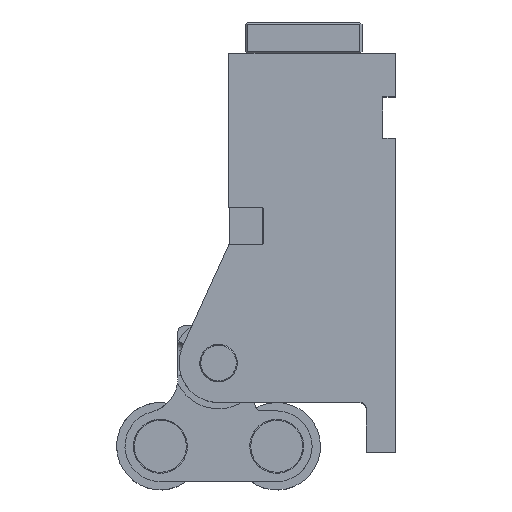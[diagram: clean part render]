
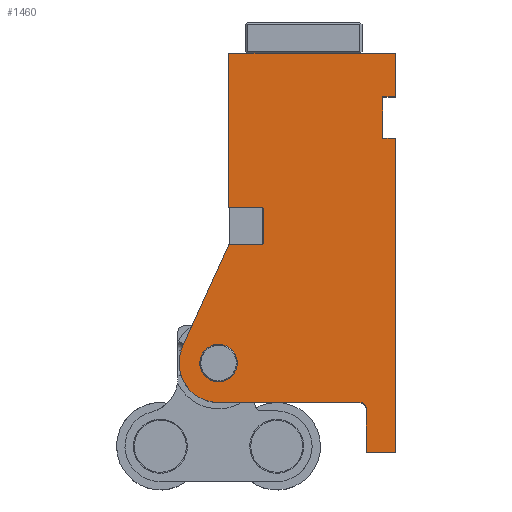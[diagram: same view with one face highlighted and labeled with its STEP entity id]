
A CAD part, top view. The second image highlights one B-rep face of the part: STEP entity #1460.
In plain terms, the highlighted planar face has unit normal (0, 0, 1).
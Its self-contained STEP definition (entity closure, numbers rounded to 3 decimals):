
#595=CARTESIAN_POINT('Vertex',(-188.594,-11.134,35.78)) ;
#598=CARTESIAN_POINT('Line Origine',(-177.311,13.746,35.78)) ;
#602=CARTESIAN_POINT('Vertex',(-166.027,38.627,35.78)) ;
#1274=CARTESIAN_POINT('Vertex',(-171.027,-37.373,35.78)) ;
#1277=CARTESIAN_POINT('Axis2P3D Location',(-171.027,-18.373,35.78)) ;
#1307=CARTESIAN_POINT('Axis2P3D Location',(-86.027,-61.373,35.78)) ;
#1312=CARTESIAN_POINT('Line Origine',(-92.027,99.627,35.78)) ;
#1316=CARTESIAN_POINT('Vertex',(-92.027,89.627,35.78)) ;
#1318=CARTESIAN_POINT('Vertex',(-92.027,109.627,35.78)) ;
#1321=CARTESIAN_POINT('Line Origine',(-89.027,109.627,35.78)) ;
#1325=CARTESIAN_POINT('Vertex',(-86.027,109.627,35.78)) ;
#1328=CARTESIAN_POINT('Line Origine',(-86.027,120.127,35.78)) ;
#1332=CARTESIAN_POINT('Vertex',(-86.027,130.627,35.78)) ;
#1335=CARTESIAN_POINT('Line Origine',(-126.027,130.627,35.78)) ;
#1339=CARTESIAN_POINT('Vertex',(-166.027,130.627,35.78)) ;
#1342=CARTESIAN_POINT('Line Origine',(-166.027,93.627,35.78)) ;
#1346=CARTESIAN_POINT('Vertex',(-166.027,56.627,35.78)) ;
#1349=CARTESIAN_POINT('Line Origine',(-158.377,56.627,35.78)) ;
#1353=CARTESIAN_POINT('Vertex',(-150.727,56.627,35.78)) ;
#1356=CARTESIAN_POINT('Axis2P3D Location',(-150.727,55.127,35.78)) ;
#1360=CARTESIAN_POINT('Vertex',(-149.227,55.127,35.78)) ;
#1363=CARTESIAN_POINT('Line Origine',(-149.227,47.627,35.78)) ;
#1367=CARTESIAN_POINT('Vertex',(-149.227,40.127,35.78)) ;
#1370=CARTESIAN_POINT('Axis2P3D Location',(-150.727,40.127,35.78)) ;
#1374=CARTESIAN_POINT('Vertex',(-150.727,38.627,35.78)) ;
#1377=CARTESIAN_POINT('Line Origine',(-158.377,38.627,35.78)) ;
#1382=CARTESIAN_POINT('Line Origine',(-137.027,-37.373,35.78)) ;
#1386=CARTESIAN_POINT('Vertex',(-103.027,-37.373,35.78)) ;
#1389=CARTESIAN_POINT('Axis2P3D Location',(-103.027,-40.373,35.78)) ;
#1393=CARTESIAN_POINT('Vertex',(-100.027,-40.373,35.78)) ;
#1396=CARTESIAN_POINT('Line Origine',(-100.027,-50.873,35.78)) ;
#1400=CARTESIAN_POINT('Vertex',(-100.027,-61.373,35.78)) ;
#1403=CARTESIAN_POINT('Line Origine',(-93.027,-61.373,35.78)) ;
#1407=CARTESIAN_POINT('Vertex',(-86.027,-61.373,35.78)) ;
#1410=CARTESIAN_POINT('Line Origine',(-86.027,14.127,35.78)) ;
#1414=CARTESIAN_POINT('Vertex',(-86.027,89.627,35.78)) ;
#1417=CARTESIAN_POINT('Line Origine',(-89.027,89.627,35.78)) ;
#1442=CARTESIAN_POINT('Axis2P3D Location',(-171.027,-18.373,35.78)) ;
#1446=CARTESIAN_POINT('Vertex',(-166.712,-10.475,35.78)) ;
#1448=CARTESIAN_POINT('Vertex',(-175.342,-26.272,35.78)) ;
#1451=CARTESIAN_POINT('Axis2P3D Location',(-171.027,-18.373,35.78)) ;
#599=DIRECTION('Vector Direction',(-0.413,-0.911,0.)) ;
#1278=DIRECTION('Axis2P3D Direction',(0.,0.,1.)) ;
#1308=DIRECTION('Axis2P3D Direction',(0.,0.,1.)) ;
#1309=DIRECTION('Axis2P3D XDirection',(0.,1.,0.)) ;
#1313=DIRECTION('Vector Direction',(0.,1.,0.)) ;
#1322=DIRECTION('Vector Direction',(-1.,0.,0.)) ;
#1329=DIRECTION('Vector Direction',(0.,1.,0.)) ;
#1336=DIRECTION('Vector Direction',(-1.,0.,0.)) ;
#1343=DIRECTION('Vector Direction',(0.,-1.,0.)) ;
#1350=DIRECTION('Vector Direction',(1.,0.,0.)) ;
#1357=DIRECTION('Axis2P3D Direction',(0.,0.,1.)) ;
#1364=DIRECTION('Vector Direction',(0.,-1.,0.)) ;
#1371=DIRECTION('Axis2P3D Direction',(0.,0.,1.)) ;
#1378=DIRECTION('Vector Direction',(-1.,0.,0.)) ;
#1383=DIRECTION('Vector Direction',(-1.,0.,0.)) ;
#1390=DIRECTION('Axis2P3D Direction',(0.,0.,1.)) ;
#1397=DIRECTION('Vector Direction',(0.,1.,0.)) ;
#1404=DIRECTION('Vector Direction',(-1.,0.,0.)) ;
#1411=DIRECTION('Vector Direction',(0.,1.,0.)) ;
#1418=DIRECTION('Vector Direction',(-1.,0.,0.)) ;
#1443=DIRECTION('Axis2P3D Direction',(0.,0.,1.)) ;
#1452=DIRECTION('Axis2P3D Direction',(0.,0.,1.)) ;
#1279=AXIS2_PLACEMENT_3D('Circle Axis2P3D',#1277,#1278,$) ;
#1310=AXIS2_PLACEMENT_3D('Plane Axis2P3D',#1307,#1308,#1309) ;
#1358=AXIS2_PLACEMENT_3D('Circle Axis2P3D',#1356,#1357,$) ;
#1372=AXIS2_PLACEMENT_3D('Circle Axis2P3D',#1370,#1371,$) ;
#1391=AXIS2_PLACEMENT_3D('Circle Axis2P3D',#1389,#1390,$) ;
#1444=AXIS2_PLACEMENT_3D('Circle Axis2P3D',#1442,#1443,$) ;
#1453=AXIS2_PLACEMENT_3D('Circle Axis2P3D',#1451,#1452,$) ;
#1423=ORIENTED_EDGE('',*,*,#1320,.T.) ;
#1424=ORIENTED_EDGE('',*,*,#1327,.T.) ;
#1425=ORIENTED_EDGE('',*,*,#1334,.T.) ;
#1426=ORIENTED_EDGE('',*,*,#1341,.T.) ;
#1427=ORIENTED_EDGE('',*,*,#1348,.T.) ;
#1428=ORIENTED_EDGE('',*,*,#1355,.T.) ;
#1429=ORIENTED_EDGE('',*,*,#1362,.T.) ;
#1430=ORIENTED_EDGE('',*,*,#1369,.T.) ;
#1431=ORIENTED_EDGE('',*,*,#1376,.T.) ;
#1432=ORIENTED_EDGE('',*,*,#1381,.T.) ;
#1433=ORIENTED_EDGE('',*,*,#604,.T.) ;
#1434=ORIENTED_EDGE('',*,*,#1281,.T.) ;
#1435=ORIENTED_EDGE('',*,*,#1388,.T.) ;
#1436=ORIENTED_EDGE('',*,*,#1395,.T.) ;
#1437=ORIENTED_EDGE('',*,*,#1402,.T.) ;
#1438=ORIENTED_EDGE('',*,*,#1409,.T.) ;
#1439=ORIENTED_EDGE('',*,*,#1416,.T.) ;
#1440=ORIENTED_EDGE('',*,*,#1421,.T.) ;
#1457=ORIENTED_EDGE('',*,*,#1450,.T.) ;
#1458=ORIENTED_EDGE('',*,*,#1455,.T.) ;
#1459=FACE_BOUND('',#1456,.T.) ;
#600=VECTOR('Line Direction',#599,1.) ;
#1314=VECTOR('Line Direction',#1313,1.) ;
#1323=VECTOR('Line Direction',#1322,1.) ;
#1330=VECTOR('Line Direction',#1329,1.) ;
#1337=VECTOR('Line Direction',#1336,1.) ;
#1344=VECTOR('Line Direction',#1343,1.) ;
#1351=VECTOR('Line Direction',#1350,1.) ;
#1365=VECTOR('Line Direction',#1364,1.) ;
#1379=VECTOR('Line Direction',#1378,1.) ;
#1384=VECTOR('Line Direction',#1383,1.) ;
#1398=VECTOR('Line Direction',#1397,1.) ;
#1405=VECTOR('Line Direction',#1404,1.) ;
#1412=VECTOR('Line Direction',#1411,1.) ;
#1419=VECTOR('Line Direction',#1418,1.) ;
#1460=ADVANCED_FACE('CU_P-25-38_0.1\\PartBody',(#1441,#1459),#1311,.T.) ;
#1280=CIRCLE('generated circle',#1279,19.) ;
#1359=CIRCLE('generated circle',#1358,1.5) ;
#1373=CIRCLE('generated circle',#1372,1.5) ;
#1392=CIRCLE('generated circle',#1391,3.) ;
#1445=CIRCLE('generated circle',#1444,9.) ;
#1454=CIRCLE('generated circle',#1453,9.) ;
#604=EDGE_CURVE('',#603,#596,#601,.T.) ;
#1281=EDGE_CURVE('',#596,#1275,#1280,.T.) ;
#1320=EDGE_CURVE('',#1317,#1319,#1315,.T.) ;
#1327=EDGE_CURVE('',#1319,#1326,#1324,.F.) ;
#1334=EDGE_CURVE('',#1326,#1333,#1331,.T.) ;
#1341=EDGE_CURVE('',#1333,#1340,#1338,.T.) ;
#1348=EDGE_CURVE('',#1340,#1347,#1345,.T.) ;
#1355=EDGE_CURVE('',#1347,#1354,#1352,.T.) ;
#1362=EDGE_CURVE('',#1354,#1361,#1359,.F.) ;
#1369=EDGE_CURVE('',#1361,#1368,#1366,.T.) ;
#1376=EDGE_CURVE('',#1368,#1375,#1373,.F.) ;
#1381=EDGE_CURVE('',#1375,#603,#1380,.T.) ;
#1388=EDGE_CURVE('',#1275,#1387,#1385,.F.) ;
#1395=EDGE_CURVE('',#1387,#1394,#1392,.F.) ;
#1402=EDGE_CURVE('',#1394,#1401,#1399,.F.) ;
#1409=EDGE_CURVE('',#1401,#1408,#1406,.F.) ;
#1416=EDGE_CURVE('',#1408,#1415,#1413,.T.) ;
#1421=EDGE_CURVE('',#1415,#1317,#1420,.T.) ;
#1450=EDGE_CURVE('',#1447,#1449,#1445,.F.) ;
#1455=EDGE_CURVE('',#1449,#1447,#1454,.F.) ;
#1422=EDGE_LOOP('',(#1423,#1424,#1425,#1426,#1427,#1428,#1429,#1430,#1431,#1432,#1433,#1434,#1435,#1436,#1437,#1438,#1439,#1440)) ;
#1456=EDGE_LOOP('',(#1457,#1458)) ;
#1441=FACE_OUTER_BOUND('',#1422,.T.) ;
#601=LINE('Line',#598,#600) ;
#1315=LINE('Line',#1312,#1314) ;
#1324=LINE('Line',#1321,#1323) ;
#1331=LINE('Line',#1328,#1330) ;
#1338=LINE('Line',#1335,#1337) ;
#1345=LINE('Line',#1342,#1344) ;
#1352=LINE('Line',#1349,#1351) ;
#1366=LINE('Line',#1363,#1365) ;
#1380=LINE('Line',#1377,#1379) ;
#1385=LINE('Line',#1382,#1384) ;
#1399=LINE('Line',#1396,#1398) ;
#1406=LINE('Line',#1403,#1405) ;
#1413=LINE('Line',#1410,#1412) ;
#1420=LINE('Line',#1417,#1419) ;
#1311=PLANE('Plane',#1310) ;
#596=VERTEX_POINT('',#595) ;
#603=VERTEX_POINT('',#602) ;
#1275=VERTEX_POINT('',#1274) ;
#1317=VERTEX_POINT('',#1316) ;
#1319=VERTEX_POINT('',#1318) ;
#1326=VERTEX_POINT('',#1325) ;
#1333=VERTEX_POINT('',#1332) ;
#1340=VERTEX_POINT('',#1339) ;
#1347=VERTEX_POINT('',#1346) ;
#1354=VERTEX_POINT('',#1353) ;
#1361=VERTEX_POINT('',#1360) ;
#1368=VERTEX_POINT('',#1367) ;
#1375=VERTEX_POINT('',#1374) ;
#1387=VERTEX_POINT('',#1386) ;
#1394=VERTEX_POINT('',#1393) ;
#1401=VERTEX_POINT('',#1400) ;
#1408=VERTEX_POINT('',#1407) ;
#1415=VERTEX_POINT('',#1414) ;
#1447=VERTEX_POINT('',#1446) ;
#1449=VERTEX_POINT('',#1448) ;
